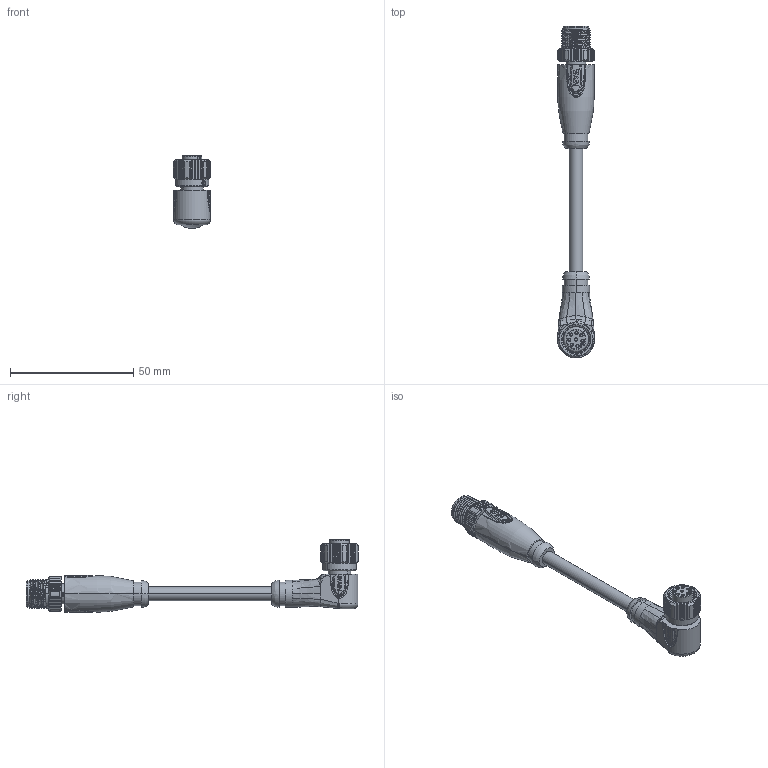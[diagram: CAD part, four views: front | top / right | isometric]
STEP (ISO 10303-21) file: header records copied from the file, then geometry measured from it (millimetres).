
FILE_DESCRIPTION((''),'2;1');
FILE_NAME('111','2023-12-27T',('13531'),(''),'PRO/ENGINEER BY PARAMETRIC TECHNOLOGY CORPORATION, 2012480','PRO/ENGINEER BY PARAMETRIC TECHNOLOGY CORPORATION, 2012480','');
FILE_SCHEMA(('CONFIG_CONTROL_DESIGN'));
Length unit declared in the file: millimetre
Products named in the file (1): 111
Bounding box: 15.2 x 134.73 x 29.5 mm (x, y, z)
Volume: 13197.1 mm3; surface area: 9049.7 mm2
Topology: 1 solids, 9 shells, 1005 faces, 2807 edges, 1855 vertices
Faces by surface type: plane 472, cylinder 309, bspline 92, cone 89, sphere 16, extrusion 10, revolution 9, torus 8
Entity records: 53392 total; most frequent: CARTESIAN_POINT 24152, ORIENTED_EDGE 5568, DIRECTION 4385, EDGE_CURVE 2784, VERTEX_POINT 1855, AXIS2_PLACEMENT_3D 1680, EDGE_LOOP 1069, VECTOR 1016
